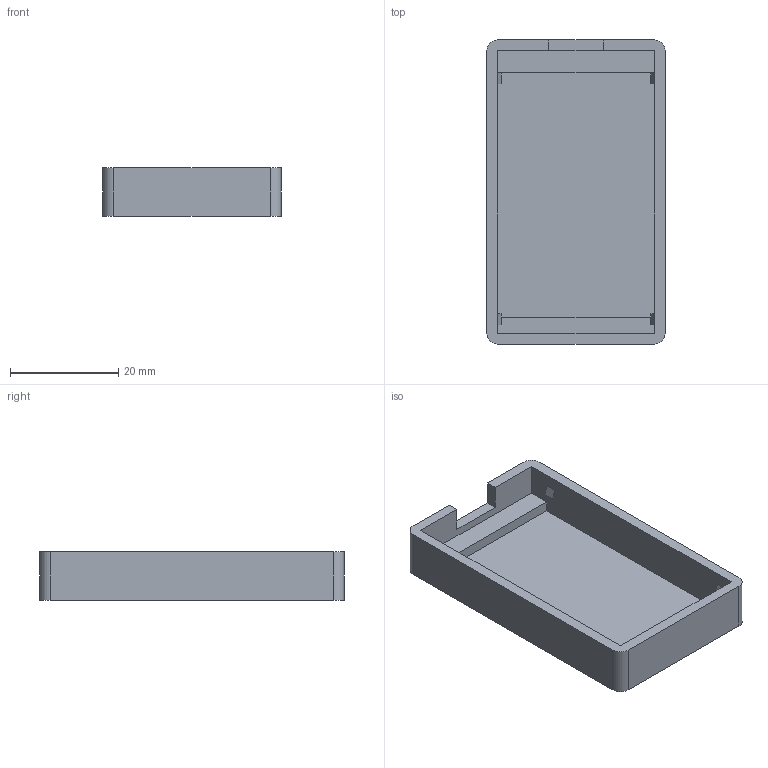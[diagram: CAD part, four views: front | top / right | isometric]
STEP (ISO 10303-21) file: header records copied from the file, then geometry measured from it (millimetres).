
FILE_DESCRIPTION (( 'STEP AP214' ), '1' );
FILE_NAME ('esp32-wroom_bottom.STEP', '2024-07-27T14:11:05', ( '' ), ( '' ), 'SwSTEP 2.0', 'SolidWorks 2023', '' );
FILE_SCHEMA (( 'AUTOMOTIVE_DESIGN' ));
Length unit declared in the file: millimetre
Products named in the file (1): esp32-wroom_bottom
Bounding box: 32.9 x 56.2 x 9 mm (x, y, z)
Volume: 4859.8 mm3; surface area: 6471.2 mm2
Topology: 1 solids, 1 shells, 38 faces, 96 edges, 64 vertices
Faces by surface type: plane 34, cylinder 4
Entity records: 1151 total; most frequent: CARTESIAN_POINT 199, ORIENTED_EDGE 192, DIRECTION 182, EDGE_CURVE 96, VECTOR 88, LINE 88, VERTEX_POINT 64, AXIS2_PLACEMENT_3D 47
